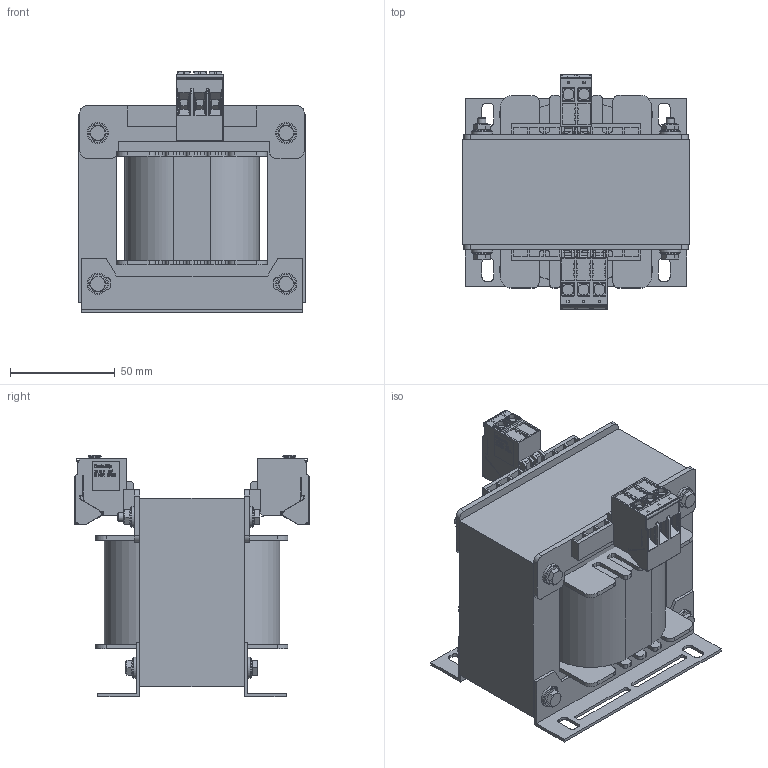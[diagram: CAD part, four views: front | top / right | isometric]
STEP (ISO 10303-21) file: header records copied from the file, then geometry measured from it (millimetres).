
FILE_DESCRIPTION(/* description */ (''),/* implementation_level */ '2;1');
FILE_NAME(/* name */ 'TF031253200.stp',/* time_stamp */ '2022-10-25T13:50:54+02:00',/* author */ ('velazquez'),/* organization */ (''),/* preprocessor_version */ 'ST-DEVELOPER v19.2',/* originating_system */ 'Autodesk Inventor 2023',/* authorisation */ '');
FILE_SCHEMA (('AUTOMOTIVE_DESIGN { 1 0 10303 214 3 1 1 }'));
Products named in the file (12): TF031253200; EI108 x 90 - 50 (RC36); AF36DIN; centrador M4; DIN 933 - M4  x 65; DIN 933 - M4  x 60; DIN 125 - A 4,3; DIN 934 - M4; EI 108 X 90 - 50; EI108; 1227_TKS_4_3_F NARANJA; 1226_TKS_4_2_F
Assembly tree (32 placements, depth 2):
  TF031253200
    EI108 x 90 - 50 (RC36)
    EI108  x2
    AF36DIN  x2
    centrador M4  x8
    DIN 933 - M4  x 65  x2
    DIN 933 - M4  x 60  x2
    DIN 125 - A 4,3  x8
    DIN 934 - M4  x4
    EI 108 X 90 - 50
    1227_TKS_4_3_F NARANJA
    1226_TKS_4_2_F
Bounding box: 108 x 111.9 x 115.26 mm (x, y, z)
Volume: 605335.3 mm3; surface area: 142317.3 mm2
Topology: 32 solids, 32 shells, 4239 faces, 11767 edges, 7654 vertices
Faces by surface type: plane 3346, cylinder 616, bspline 125, torus 98, cone 48, sphere 6
Full cylindrical faces by diameter (mm): 3.242 x4, 3.621 x4, 4 x12, 4.3 x8, 4.9 x8, 5.6 x8, 5.9 x4, 9 x8, 10 x8
Entity records: 135254 total; most frequent: CARTESIAN_POINT 28004, ORIENTED_EDGE 22268, DIRECTION 20061, EDGE_CURVE 11134, LINE 9649, VECTOR 9649, VERTEX_POINT 7248, AXIS2_PLACEMENT_3D 5206
